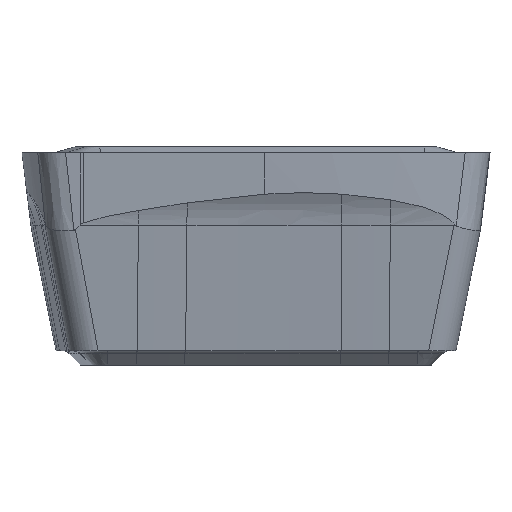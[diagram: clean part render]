
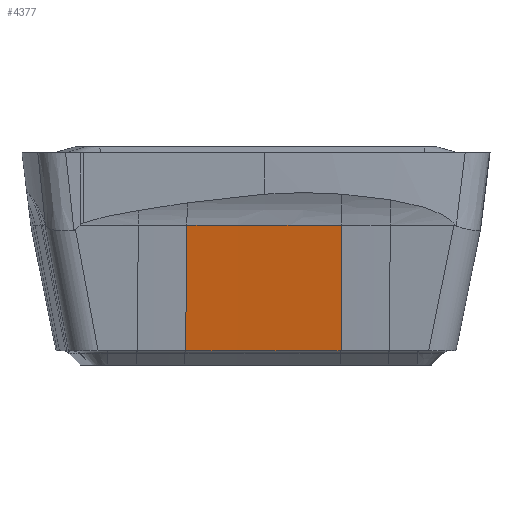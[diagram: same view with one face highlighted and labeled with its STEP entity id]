
A CAD part, left-side view. The second image highlights one B-rep face of the part: STEP entity #4377.
In plain terms, the highlighted conical face has half-angle 11 degrees and reference radius 105.085 mm.
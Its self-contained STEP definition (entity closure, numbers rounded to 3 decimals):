
#226=CARTESIAN_POINT('',(-109.256,-4.144,
-4.1));
#227=DIRECTION('',(0.,0.,-1.));
#228=DIRECTION('',(0.999,0.053,0.));
#229=AXIS2_PLACEMENT_3D('',#226,#227,#228);
#455=DIRECTION('',(-0.191,-0.004,0.982));
#456=VECTOR('',#455,2.649);
#457=CARTESIAN_POINT('',(-3.946,-1.763,
-4.1));
#458=LINE('',#457,#456);
#469=DIRECTION('',(-0.191,-0.01,0.982));
#470=VECTOR('',#469,2.649);
#471=CARTESIAN_POINT('',(-4.068,1.459,-4.1));
#472=LINE('',#471,#470);
#1541=CARTESIAN_POINT('',(-109.256,-4.144,
-1.5));
#1542=DIRECTION('',(0.,0.,1.));
#1543=DIRECTION('',(1.,0.023,0.));
#1544=AXIS2_PLACEMENT_3D('',#1541,#1542,#1543);
#3814=CARTESIAN_POINT('',(-4.068,1.459,-4.1));
#3815=VERTEX_POINT('',#3814);
#3816=CARTESIAN_POINT('',(-3.946,-1.763,
-4.1));
#3817=VERTEX_POINT('',#3816);
#3873=CARTESIAN_POINT('',(-4.451,-1.774,
-1.5));
#3874=VERTEX_POINT('',#3873);
#3875=CARTESIAN_POINT('',(-4.573,1.432,
-1.5));
#3876=VERTEX_POINT('',#3875);
#4364=CARTESIAN_POINT('',(-109.256,-4.144,
-2.8));
#4365=DIRECTION('',(0.,0.,-1.));
#4366=DIRECTION('',(1.,0.023,0.));
#4367=AXIS2_PLACEMENT_3D('',#4364,#4365,#4366);
#4368=CONICAL_SURFACE('',#4367,105.085,11.);
#4369=ORIENTED_EDGE('',*,*,#4257,.F.);
#4371=ORIENTED_EDGE('',*,*,#4370,.T.);
#4373=ORIENTED_EDGE('',*,*,#4372,.F.);
#4374=ORIENTED_EDGE('',*,*,#4356,.F.);
#4375=EDGE_LOOP('',(#4369,#4371,#4373,#4374));
#4376=FACE_OUTER_BOUND('',#4375,.F.);
#230=CIRCLE('',#229,105.337);
#1545=CIRCLE('',#1544,104.832);
#4257=EDGE_CURVE('',#3815,#3817,#230,.T.);
#4356=EDGE_CURVE('',#3817,#3874,#458,.T.);
#4370=EDGE_CURVE('',#3815,#3876,#472,.T.);
#4372=EDGE_CURVE('',#3874,#3876,#1545,.T.);
#4377=ADVANCED_FACE('',(#4376),#4368,.F.);
